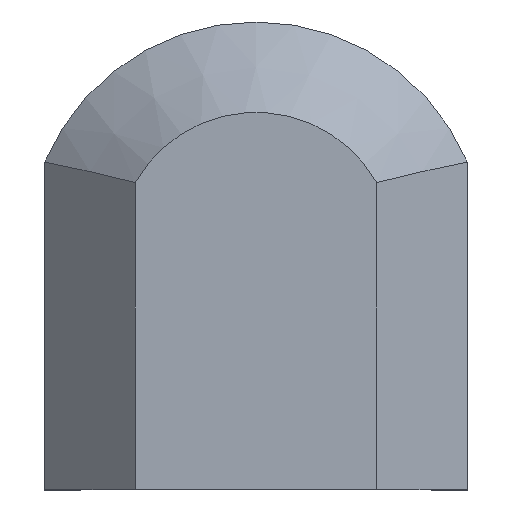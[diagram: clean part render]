
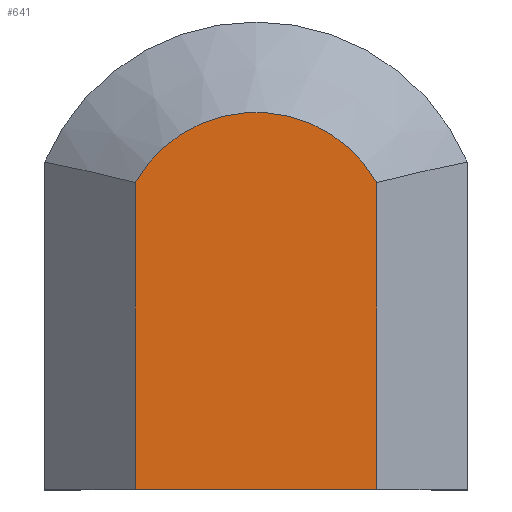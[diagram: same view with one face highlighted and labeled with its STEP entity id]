
A CAD part, top view. The second image highlights one B-rep face of the part: STEP entity #641.
In plain terms, the highlighted planar face has unit normal (0, 0, 1).
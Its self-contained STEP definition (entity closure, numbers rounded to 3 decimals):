
#22=CIRCLE('',#669,23.);
#63=FACE_OUTER_BOUND('',#99,.T.);
#99=EDGE_LOOP('',(#547,#548,#549,#550));
#111=LINE('',#878,#187);
#112=LINE('',#894,#188);
#184=LINE('',#1058,#260);
#187=VECTOR('',#714,10.);
#188=VECTOR('',#723,10.);
#260=VECTOR('',#865,10.);
#263=VERTEX_POINT('',#875);
#264=VERTEX_POINT('',#877);
#266=VERTEX_POINT('',#886);
#267=VERTEX_POINT('',#893);
#319=EDGE_CURVE('',#263,#264,#111,.T.);
#322=EDGE_CURVE('',#264,#266,#22,.T.);
#324=EDGE_CURVE('',#266,#267,#112,.T.);
#402=EDGE_CURVE('',#263,#267,#184,.T.);
#547=ORIENTED_EDGE('',*,*,#319,.F.);
#548=ORIENTED_EDGE('',*,*,#402,.T.);
#549=ORIENTED_EDGE('',*,*,#324,.F.);
#550=ORIENTED_EDGE('',*,*,#322,.F.);
#605=PLANE('',#706);
#641=ADVANCED_FACE('',(#63),#605,.T.);
#669=AXIS2_PLACEMENT_3D('',#887,#719,#720);
#706=AXIS2_PLACEMENT_3D('',#1059,#866,#867);
#714=DIRECTION('',(0.,1.,0.));
#719=DIRECTION('center_axis',(0.,0.,
-1.));
#720=DIRECTION('ref_axis',(0.921,0.389,0.));
#723=DIRECTION('',(0.,-1.,0.));
#865=DIRECTION('',(1.,0.,0.));
#866=DIRECTION('center_axis',(0.,0.,
1.));
#867=DIRECTION('ref_axis',(1.,0.,0.));
#875=CARTESIAN_POINT('',(-23.756,-176.402,30.866));
#877=CARTESIAN_POINT('',(-23.756,-125.581,30.866));
#878=CARTESIAN_POINT('',(-23.756,-129.906,30.866));
#886=CARTESIAN_POINT('',(16.244,-125.581,30.866));
#887=CARTESIAN_POINT('Origin',(-3.756,-136.939,30.866));
#893=CARTESIAN_POINT('',(16.244,-176.402,30.866));
#894=CARTESIAN_POINT('',(16.244,-157.037,30.866));
#1058=CARTESIAN_POINT('',(-38.756,-176.402,30.866));
#1059=CARTESIAN_POINT('Origin',(-3.756,-137.671,30.866));
